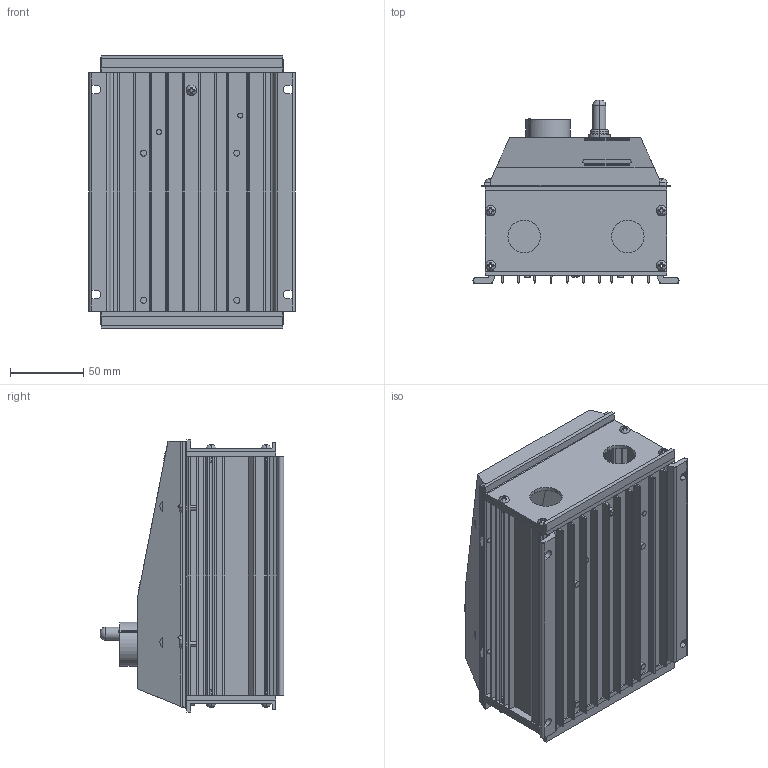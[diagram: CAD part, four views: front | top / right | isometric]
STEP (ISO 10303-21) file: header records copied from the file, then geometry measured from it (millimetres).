
FILE_DESCRIPTION (( 'STEP AP214' ), '1' );
FILE_NAME ('GSD1-48-10NX.STEP', '2015-06-04T19:52:16', ( '' ), ( '' ), 'SwSTEP 2.0', 'SolidWorks 2015', '' );
FILE_SCHEMA (( 'AUTOMOTIVE_DESIGN' ));
Length unit declared in the file: millimetre
Products named in the file (1): GSD1-48-10NX
Bounding box: 140.46 x 125.02 x 185.42 mm (x, y, z)
Surface area: 215814.8 mm2 (no closed solid volume)
Topology: 0 solids, 87 shells, 614 faces, 2233 edges, 1655 vertices
Faces by surface type: plane 393, cylinder 188, torus 31, cone 2
Entity records: 31817 total; most frequent: CARTESIAN_POINT 6443, DIRECTION 3718, ORIENTED_EDGE 3530, EDGE_CURVE 2233, VERTEX_POINT 1655, LINE 1354, VECTOR 1354, AXIS2_PLACEMENT_3D 1182
